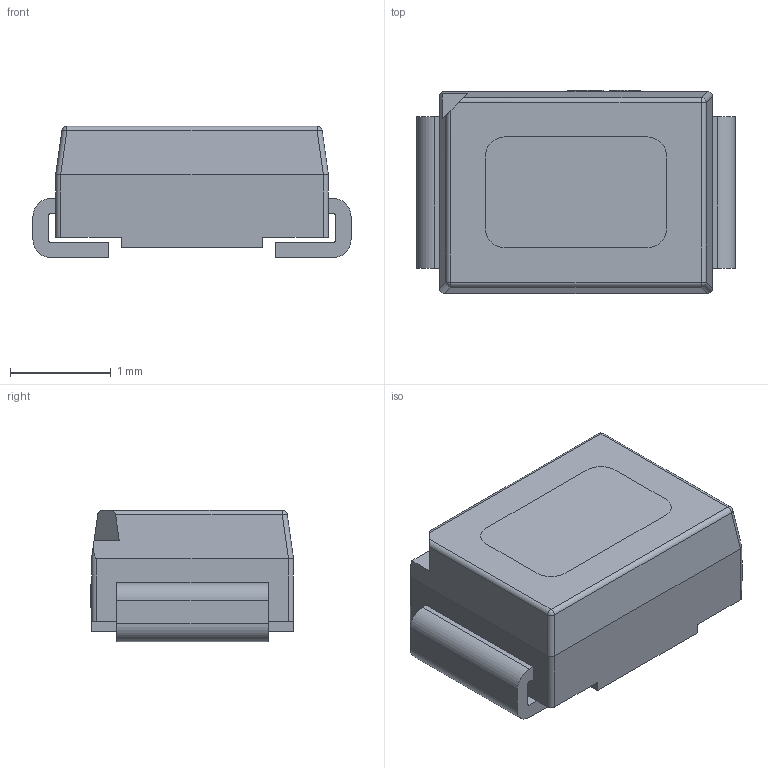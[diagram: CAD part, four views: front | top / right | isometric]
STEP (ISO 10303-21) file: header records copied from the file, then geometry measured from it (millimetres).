
FILE_DESCRIPTION (( 'STEP AP214' ), '1' );
FILE_NAME ('LED-SMD_L3.0-W2.0-R-RD_YELLOW.STEP', '2022-10-23T05:07:41', ( '微软用户' ), ( '微软中国' ), 'SwSTEP 2.0', 'SolidWorks 2020', '' );
FILE_SCHEMA (( 'AUTOMOTIVE_DESIGN' ));
Length unit declared in the file: millimetre
Products named in the file (1): LED-SMD_L3.0-W2.0-R-RD_YELLOW
Bounding box: 3.15 x 2.01 x 1.3 mm (x, y, z)
Volume: 6.6 mm3; surface area: 38.8 mm2
Topology: 4 solids, 4 shells, 315 faces, 838 edges, 549 vertices
Faces by surface type: plane 175, bspline 98, cylinder 35, sphere 7
Entity records: 13719 total; most frequent: CARTESIAN_POINT 3044, ORIENTED_EDGE 1668, DIRECTION 1118, EDGE_CURVE 834, LINE 560, VECTOR 560, VERTEX_POINT 549, EDGE_LOOP 337
